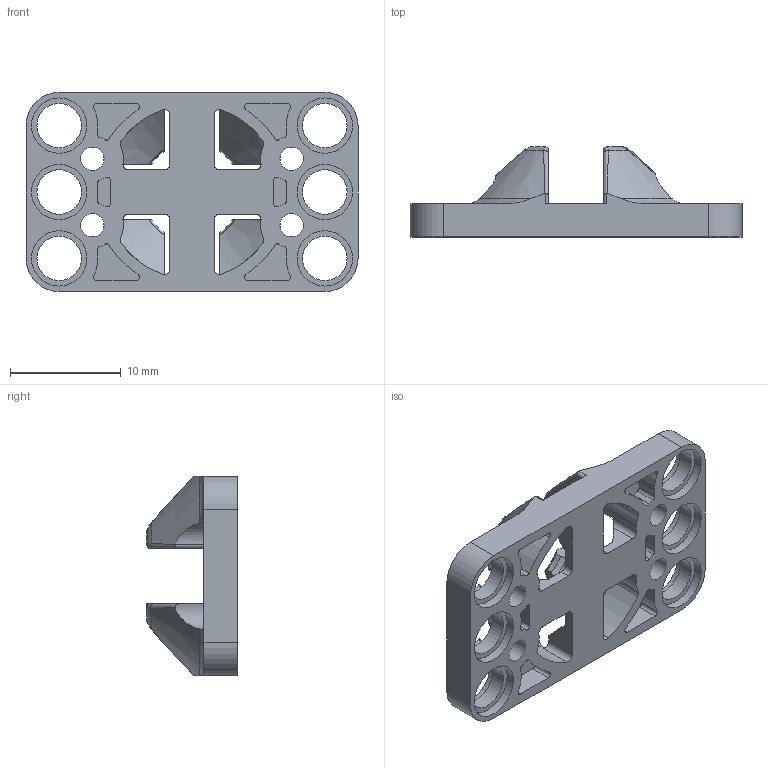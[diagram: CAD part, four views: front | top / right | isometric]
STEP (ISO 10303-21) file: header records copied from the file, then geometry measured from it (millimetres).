
FILE_DESCRIPTION(/* description */ ('STEP AP242 Edition 2','CAx-IF Rec.Pracs.---Representation and Presentation of Product Manufacturing Information (PMI)---4.0---2014-10-13','CAx-IF Rec.Pracs.---3D Tessellated Geometry---0.4---2014-09-14','2;1','CAx-IF Rec.Pracs.---User Defined Attributes---1.5---2016-08-15'),/* implementation_level */ '2;1');
FILE_NAME(/* name */ '693648aee0a8aa924dbe7d21',/* time_stamp */ '2025-12-08T03:40:30Z',/* author */ (''),/* organization */ (''),/* preprocessor_version */ 'ST-DEVELOPER v20',/* originating_system */ 'ONSHAPE BY PTC INC, 1.207',/* authorisation */ ' ');
FILE_SCHEMA (('AP242_MANAGED_MODEL_BASED_3D_ENGINEERING_MIM_LF { 1 0 10303 442 3 1 4 }'));
Length unit declared in the file: metre
Products named in the file (1): PR21_CASTER_CVR_3X5_REV6
Bounding box: 30 x 8.17 x 18 mm (x, y, z)
Volume: 991.3 mm3; surface area: 1927.7 mm2
Topology: 1 solids, 1 shells, 220 faces, 626 edges, 416 vertices
Faces by surface type: cylinder 129, plane 48, cone 16, torus 15, bspline 7, sphere 5
Full cylindrical faces by diameter (mm): 2.1 x4, 4.02 x6, 5 x6
Entity records: 8042 total; most frequent: CARTESIAN_POINT 2257, DIRECTION 1233, ORIENTED_EDGE 1210, EDGE_CURVE 605, AXIS2_PLACEMENT_3D 518, VERTEX_POINT 412, CIRCLE 304, EDGE_LOOP 273
